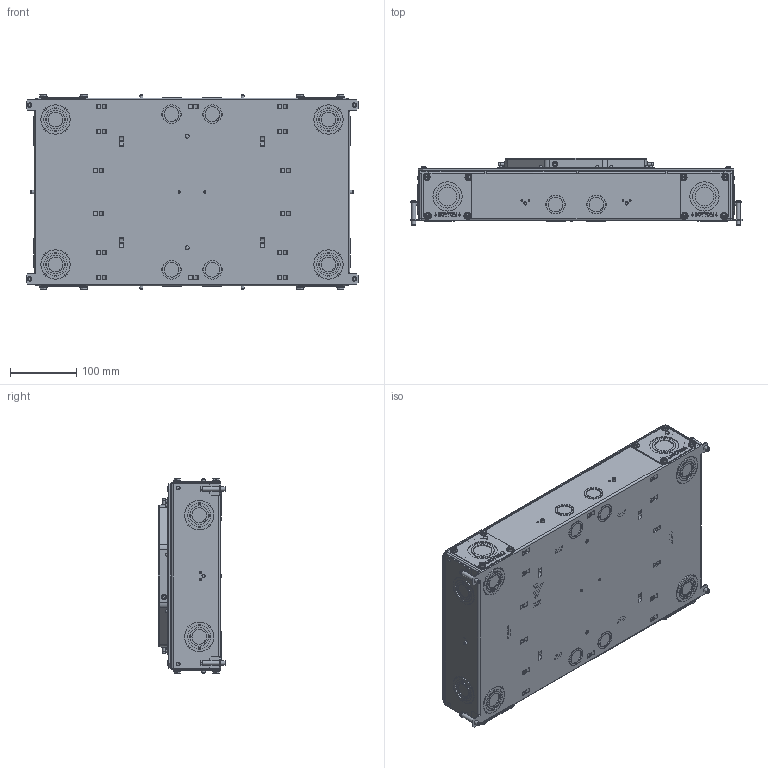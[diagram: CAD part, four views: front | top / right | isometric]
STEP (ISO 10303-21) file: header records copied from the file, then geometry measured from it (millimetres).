
FILE_DESCRIPTION(/* description */ (''),/* implementation_level */ '2;1');
FILE_NAME(/* name */ 'CFB6G30R(CR)E.stp',/* time_stamp */ '2023-10-17T14:31:59-04:00',/* author */ ('adiakomis'),/* organization */ (''),/* preprocessor_version */ 'ST-DEVELOPER v18.1',/* originating_system */ 'AutoCAD Mechanical',/* authorisation */ '');
FILE_SCHEMA (('AUTOMOTIVE_DESIGN { 1 0 10303 214 3 1 1 }'));
Products named in the file (2): Product; M-14130_Shrinkwrap_1
Assembly tree (1 placements, depth 2):
  Product
    M-14130_Shrinkwrap_1
Bounding box: 499.87 x 101.88 x 293.09 mm (x, y, z)
Volume: 11055438.7 mm3; surface area: 476517.6 mm2
Topology: 1 solids, 167 shells, 6112 faces, 16805 edges, 11141 vertices
Faces by surface type: plane 3402, cylinder 1320, bspline 1132, cone 140, sphere 108, torus 10
Full cylindrical faces by diameter (mm): 3.124 x2, 3.175 x11, 3.302 x4, 3.327 x9, 3.378 x2, 3.404 x9, 3.454 x2, 3.505 x2, 4.826 x6, 5.08 x4, 5.174 x5, 5.182 x4, 5.258 x9, 5.664 x2, 6.35 x13, 7.874 x4, 7.976 x4, 8.509 x4, 10.516 x16, 28.169 x8, 34.925 x8, 44.044 x8, 62.992 x4
Entity records: 209814 total; most frequent: CARTESIAN_POINT 61307, ORIENTED_EDGE 33542, DIRECTION 26359, EDGE_CURVE 16771, VERTEX_POINT 11141, LINE 10281, VECTOR 10281, AXIS2_PLACEMENT_3D 8039
